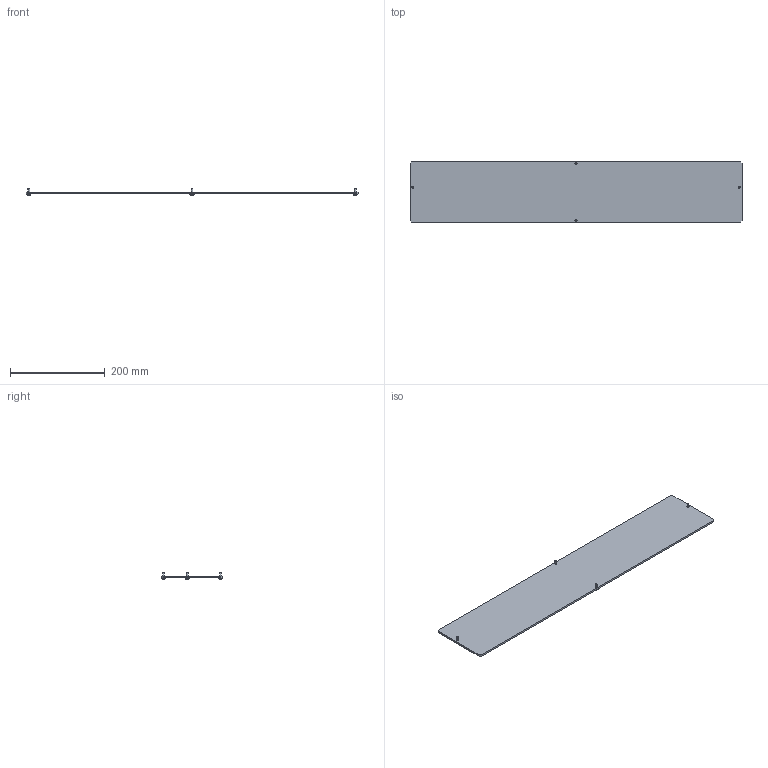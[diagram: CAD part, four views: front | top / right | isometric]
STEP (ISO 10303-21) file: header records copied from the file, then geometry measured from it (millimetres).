
FILE_DESCRIPTION (( 'STEP AP214' ), '1' );
FILE_NAME ('INGUN_114921.STEP', '2023-03-27T12:14:42', ( '' ), ( '' ), 'SwSTEP 2.0', 'SolidWorks 2021', '' );
FILE_SCHEMA (( 'AUTOMOTIVE_DESIGN' ));
Length unit declared in the file: millimetre
Products named in the file (4): ISO7380~n_M04,0x012; INGUN_114921; DIN125~n_04,3 M04,0; 34327~2_S
Assembly tree (9 placements, depth 2):
  INGUN_114921
    34327~2_S
    DIN125~n_04,3 M04,0  x4
    ISO7380~n_M04,0x012  x4
Bounding box: 700 x 129 x 14.2 mm (x, y, z)
Volume: 359071.7 mm3; surface area: 187519.4 mm2
Topology: 9 solids, 9 shells, 158 faces, 380 edges, 248 vertices
Faces by surface type: cylinder 108, plane 34, cone 8, torus 8
Entity records: 1827 total; most frequent: DIRECTION 333, CARTESIAN_POINT 282, ORIENTED_EDGE 262, AXIS2_PLACEMENT_3D 137, EDGE_CURVE 131, VERTEX_POINT 86, CIRCLE 72, EDGE_LOOP 65
